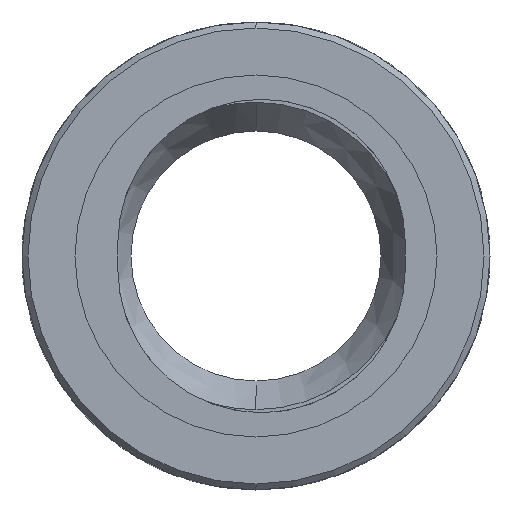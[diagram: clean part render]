
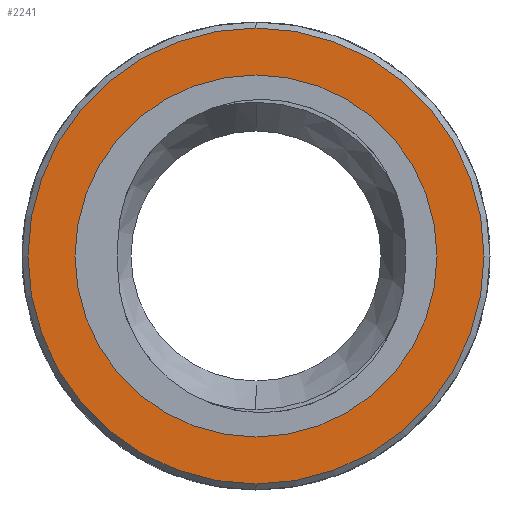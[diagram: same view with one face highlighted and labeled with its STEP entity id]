
A CAD part, left-side view. The second image highlights one B-rep face of the part: STEP entity #2241.
In plain terms, the highlighted planar face has unit normal (-1, 0, 0).
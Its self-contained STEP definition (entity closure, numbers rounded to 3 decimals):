
#120 = CARTESIAN_POINT ( 'NONE',  ( -25.5, 0., -30.55 ) ) ;
#270 = CARTESIAN_POINT ( 'NONE',  ( -25.5, 0., 0. ) ) ;
#285 = DIRECTION ( 'NONE',  ( 0., 0., 1. ) ) ;
#300 = DIRECTION ( 'NONE',  ( 1., 0., 0. ) ) ;
#384 = EDGE_CURVE ( 'NONE', #1837, #3738, #1977, .T. ) ;
#488 = CARTESIAN_POINT ( 'NONE',  ( -25.5, 0., 0. ) ) ;
#608 = AXIS2_PLACEMENT_3D ( 'NONE', #488, #1156, #3554 ) ;
#694 = DIRECTION ( 'NONE',  ( 0., 0., -1. ) ) ;
#716 = CIRCLE ( 'NONE', #3336, 24.25 ) ;
#732 = EDGE_CURVE ( 'NONE', #3738, #1837, #716, .T. ) ;
#832 = DIRECTION ( 'NONE',  ( 0., 0., 1. ) ) ;
#960 = CIRCLE ( 'NONE', #4136, 30.55 ) ;
#1120 = ORIENTED_EDGE ( 'NONE', *, *, #1155, .T. ) ;
#1155 = EDGE_CURVE ( 'NONE', #1720, #2008, #2220, .T. ) ;
#1156 = DIRECTION ( 'NONE',  ( -1., 0., 0. ) ) ;
#1215 = CARTESIAN_POINT ( 'NONE',  ( -25.5, 0., 24.25 ) ) ;
#1327 = ORIENTED_EDGE ( 'NONE', *, *, #732, .F. ) ;
#1329 = FACE_BOUND ( 'NONE', #1672, .T. ) ;
#1659 = FACE_OUTER_BOUND ( 'NONE', #2562, .T. ) ;
#1672 = EDGE_LOOP ( 'NONE', ( #2704, #1327 ) ) ;
#1720 = VERTEX_POINT ( 'NONE', #120 ) ;
#1831 = CARTESIAN_POINT ( 'NONE',  ( -25.5, 0., 30.55 ) ) ;
#1837 = VERTEX_POINT ( 'NONE', #1215 ) ;
#1854 = DIRECTION ( 'NONE',  ( -1., 0., 0. ) ) ;
#1977 = CIRCLE ( 'NONE', #608, 24.25 ) ;
#2008 = VERTEX_POINT ( 'NONE', #1831 ) ;
#2096 = CARTESIAN_POINT ( 'NONE',  ( -25.5, 0., 0. ) ) ;
#2220 = CIRCLE ( 'NONE', #2627, 30.55 ) ;
#2241 = ADVANCED_FACE ( 'NONE', ( #1329, #1659 ), #2637, .F. ) ;
#2277 = ORIENTED_EDGE ( 'NONE', *, *, #2480, .T. ) ;
#2435 = DIRECTION ( 'NONE',  ( -1., 0., 0. ) ) ;
#2480 = EDGE_CURVE ( 'NONE', #2008, #1720, #960, .T. ) ;
#2562 = EDGE_LOOP ( 'NONE', ( #1120, #2277 ) ) ;
#2627 = AXIS2_PLACEMENT_3D ( 'NONE', #2894, #1854, #832 ) ;
#2637 = PLANE ( 'NONE',  #3770 ) ;
#2668 = CARTESIAN_POINT ( 'NONE',  ( -25.5, 24.25, 0. ) ) ;
#2704 = ORIENTED_EDGE ( 'NONE', *, *, #384, .F. ) ;
#2894 = CARTESIAN_POINT ( 'NONE',  ( -25.5, 0., 0. ) ) ;
#3336 = AXIS2_PLACEMENT_3D ( 'NONE', #270, #4414, #285 ) ;
#3554 = DIRECTION ( 'NONE',  ( 0., 0., 1. ) ) ;
#3738 = VERTEX_POINT ( 'NONE', #4423 ) ;
#3770 = AXIS2_PLACEMENT_3D ( 'NONE', #2668, #300, #694 ) ;
#3772 = DIRECTION ( 'NONE',  ( 0., 0., 1. ) ) ;
#4136 = AXIS2_PLACEMENT_3D ( 'NONE', #2096, #2435, #3772 ) ;
#4414 = DIRECTION ( 'NONE',  ( -1., 0., 0. ) ) ;
#4423 = CARTESIAN_POINT ( 'NONE',  ( -25.5, 0., -24.25 ) ) ;
